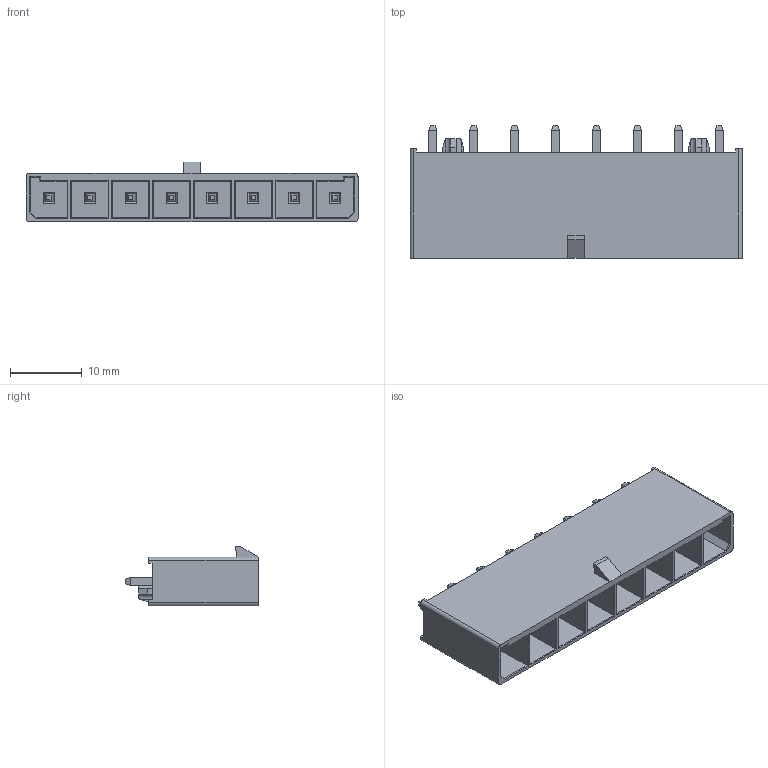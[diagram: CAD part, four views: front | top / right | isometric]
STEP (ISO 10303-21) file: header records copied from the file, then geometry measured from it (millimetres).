
FILE_DESCRIPTION(/* description */ ('Unknown'),/* implementation_level */ '2;1');
FILE_NAME(/* name */ '657008140201',/* time_stamp */ '2022-10-13T08:37:23+02:00',/* author */ ('Unknown'),/* organization */ ('Unknown'),/* preprocessor_version */ 'ST-DEVELOPER v16.7',/* originating_system */ 'Solid Edge',/* authorisation */ 'Unknown');
FILE_SCHEMA (('AUTOMOTIVE_DESIGN {1 0 10303 214 3 1 1}'));
Length unit declared in the file: millimetre
Products named in the file (3): 6570xx140201; 657008140201; 6570xx140201_Pin
Assembly tree (9 placements, depth 2):
  6570xx140201
    657008140201
    6570xx140201_Pin  x8
Bounding box: 46.25 x 18.5 x 8.35 mm (x, y, z)
Volume: 2235.3 mm3; surface area: 5184.8 mm2
Topology: 9 solids, 9 shells, 469 faces, 1107 edges, 678 vertices
Faces by surface type: plane 429, cylinder 40
Entity records: 10793 total; most frequent: CARTESIAN_POINT 1858, ORIENTED_EDGE 1822, DIRECTION 1769, EDGE_CURVE 911, LINE 815, VECTOR 815, VERTEX_POINT 566, AXIS2_PLACEMENT_3D 477
